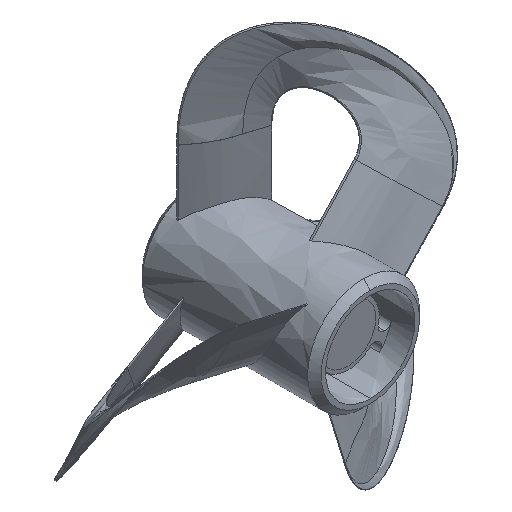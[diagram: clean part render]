
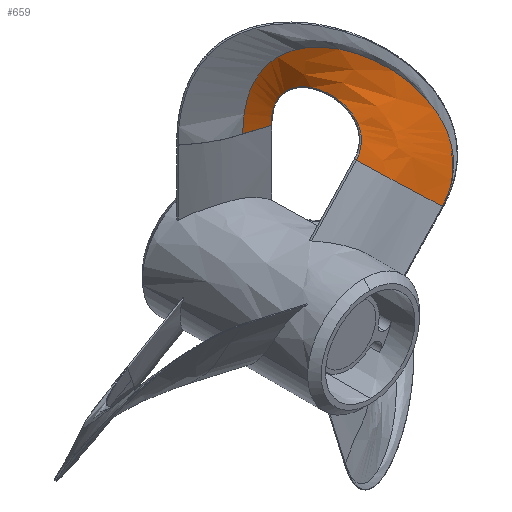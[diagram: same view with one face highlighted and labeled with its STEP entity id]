
A CAD part, isometric view. The second image highlights one B-rep face of the part: STEP entity #659.
In plain terms, the highlighted free-form (B-spline) face has degree [3, 3] with [4, 4] control points.
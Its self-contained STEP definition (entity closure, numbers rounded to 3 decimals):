
#468 = VERTEX_POINT('',#469);
#469 = CARTESIAN_POINT('',(32.646,8.797,
    19.514));
#524 = VERTEX_POINT('',#525);
#525 = CARTESIAN_POINT('',(17.037,21.701,
    34.048));
#564 = EDGE_CURVE('',#468,#524,#565,.T.);
#565 = B_SPLINE_CURVE_WITH_KNOTS('',3,(#566,#567,#568,#569),
  .UNSPECIFIED.,.F.,.F.,(4,4),(0.,0.997),
  .PIECEWISE_BEZIER_KNOTS.);
#566 = CARTESIAN_POINT('',(32.646,8.797,
    19.514));
#567 = CARTESIAN_POINT('',(26.058,14.416,
    25.649));
#568 = CARTESIAN_POINT('',(23.364,12.279,28.157
    ));
#569 = CARTESIAN_POINT('',(17.037,21.701,
    34.048));
#616 = VERTEX_POINT('',#617);
#617 = CARTESIAN_POINT('',(10.474,43.182,
    36.589));
#623 = EDGE_CURVE('',#524,#616,#624,.T.);
#624 = B_SPLINE_CURVE_WITH_KNOTS('',3,(#625,#626,#627,#628),
  .UNSPECIFIED.,.F.,.F.,(4,4),(0.,1.),.PIECEWISE_BEZIER_KNOTS.);
#625 = CARTESIAN_POINT('',(17.037,21.701,
    34.048));
#626 = CARTESIAN_POINT('',(27.307,21.701,
    45.077));
#627 = CARTESIAN_POINT('',(10.474,43.182,
    59.194));
#628 = CARTESIAN_POINT('',(10.474,43.182,
    36.589));
#659 = ADVANCED_FACE('',(#660),#680,.F.);
#660 = FACE_BOUND('',#661,.F.);
#661 = EDGE_LOOP('',(#662,#663,#672,#679));
#662 = ORIENTED_EDGE('',*,*,#623,.T.);
#663 = ORIENTED_EDGE('',*,*,#664,.T.);
#664 = EDGE_CURVE('',#616,#665,#667,.T.);
#665 = VERTEX_POINT('',#666);
#666 = CARTESIAN_POINT('',(3.351,45.465,
    36.589));
#667 = B_SPLINE_CURVE_WITH_KNOTS('',3,(#668,#669,#670,#671),
  .UNSPECIFIED.,.F.,.F.,(4,4),(0.,0.337),
  .PIECEWISE_BEZIER_KNOTS.);
#668 = CARTESIAN_POINT('',(10.474,43.182,
    36.589));
#669 = CARTESIAN_POINT('',(7.589,44.34,
    36.589));
#670 = CARTESIAN_POINT('',(5.386,44.909,
    36.589));
#671 = CARTESIAN_POINT('',(3.351,45.465,
    36.589));
#672 = ORIENTED_EDGE('',*,*,#673,.F.);
#673 = EDGE_CURVE('',#468,#665,#674,.T.);
#674 = B_SPLINE_CURVE_WITH_KNOTS('',3,(#675,#676,#677,#678),
  .UNSPECIFIED.,.F.,.F.,(4,4),(0.,1.),.PIECEWISE_BEZIER_KNOTS.);
#675 = CARTESIAN_POINT('',(32.646,8.797,
    19.514));
#676 = CARTESIAN_POINT('',(55.335,8.797,
    43.881));
#677 = CARTESIAN_POINT('',(3.351,45.465,
    86.531));
#678 = CARTESIAN_POINT('',(3.351,45.465,
    36.589));
#679 = ORIENTED_EDGE('',*,*,#564,.T.);
#680 = B_SPLINE_SURFACE_WITH_KNOTS('',3,3,(
    (#681,#682,#683,#684)
    ,(#685,#686,#687,#688)
    ,(#689,#690,#691,#692)
    ,(#693,#694,#695,#696
    )),.UNSPECIFIED.,.F.,.F.,.F.,(4,4),(4,4),(0.,1.),(0.,1.),
  .PIECEWISE_BEZIER_KNOTS.);
#681 = CARTESIAN_POINT('',(32.646,8.797,
    19.514));
#682 = CARTESIAN_POINT('',(55.335,8.797,
    43.881));
#683 = CARTESIAN_POINT('',(3.351,45.465,
    86.531));
#684 = CARTESIAN_POINT('',(3.351,45.465,
    36.589));
#685 = CARTESIAN_POINT('',(26.058,14.416,
    25.649));
#686 = CARTESIAN_POINT('',(44.607,14.416,
    45.569));
#687 = CARTESIAN_POINT('',(5.386,44.909,
    77.419));
#688 = CARTESIAN_POINT('',(5.386,44.909,
    36.589));
#689 = CARTESIAN_POINT('',(23.364,12.279,28.157
    ));
#690 = CARTESIAN_POINT('',(37.773,12.279,
    43.632));
#691 = CARTESIAN_POINT('',(7.589,44.34,
    68.306));
#692 = CARTESIAN_POINT('',(7.589,44.34,
    36.589));
#693 = CARTESIAN_POINT('',(17.037,21.701,
    34.048));
#694 = CARTESIAN_POINT('',(27.307,21.701,
    45.077));
#695 = CARTESIAN_POINT('',(10.474,43.182,
    59.194));
#696 = CARTESIAN_POINT('',(10.474,43.182,
    36.589));
